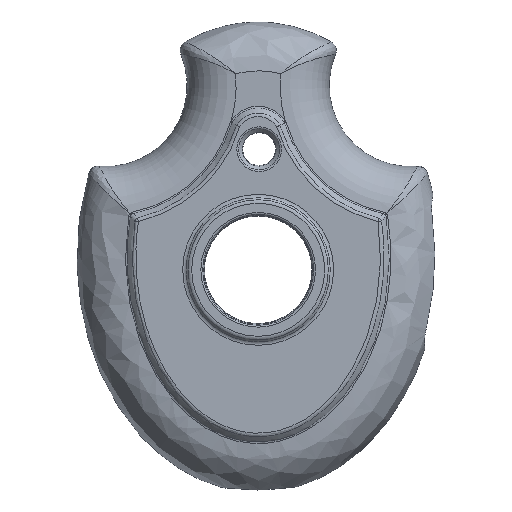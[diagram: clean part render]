
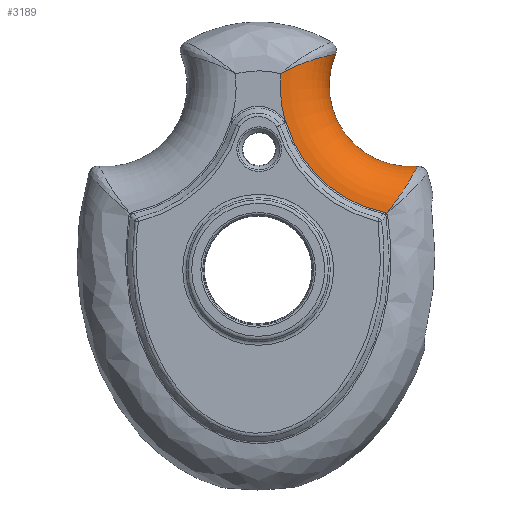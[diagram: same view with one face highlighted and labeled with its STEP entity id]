
A CAD part, top view. The second image highlights one B-rep face of the part: STEP entity #3189.
In plain terms, the highlighted toroidal (fillet/blend) face has major radius 26.5 mm and minor radius 10 mm.
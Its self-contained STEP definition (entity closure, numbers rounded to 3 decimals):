
#300=TOROIDAL_SURFACE('',#3429,26.5,10.);
#425=B_SPLINE_CURVE_WITH_KNOTS('',3,(#6657,#6658,#6659,#6660),
 .UNSPECIFIED.,.F.,.F.,(4,4),(0.,0.049),.UNSPECIFIED.);
#426=B_SPLINE_CURVE_WITH_KNOTS('',3,(#6664,#6665,#6666,#6667,#6668,#6669,
#6670,#6671,#6672,#6673),.UNSPECIFIED.,.F.,.F.,(4,1,1,1,1,2,4),(0.,0.281,
0.563,0.844,1.125,1.407,1.408),
 .UNSPECIFIED.);
#427=B_SPLINE_CURVE_WITH_KNOTS('',3,(#6677,#6678,#6679,#6680,#6681,#6682,
#6683,#6684,#6685,#6686,#6687,#6688,#6689,#6690,#6691),.UNSPECIFIED.,.F.,
 .F.,(4,2,1,1,1,1,1,1,1,1,1,4),(-0.002,0.,0.145,
0.29,0.436,0.581,0.726,
0.871,1.016,1.162,1.307,1.452),
 .UNSPECIFIED.);
#625=FACE_OUTER_BOUND('',#830,.T.);
#830=EDGE_LOOP('',(#2120,#2121,#2122,#2123,#2124,#2125,#2126,#2127));
#1053=CIRCLE('',#3430,7.184);
#1054=CIRCLE('',#3431,26.397);
#1055=CIRCLE('',#3432,26.5);
#1056=CIRCLE('',#3433,16.5);
#1057=CIRCLE('',#3434,26.5);
#1258=VERTEX_POINT('',#6651);
#1259=VERTEX_POINT('',#6652);
#1260=VERTEX_POINT('',#6654);
#1261=VERTEX_POINT('',#6656);
#1262=VERTEX_POINT('',#6661);
#1263=VERTEX_POINT('',#6663);
#1264=VERTEX_POINT('',#6674);
#1265=VERTEX_POINT('',#6676);
#1592=EDGE_CURVE('',#1258,#1259,#1053,.T.);
#1593=EDGE_CURVE('',#1260,#1258,#1054,.T.);
#1594=EDGE_CURVE('',#1261,#1260,#425,.T.);
#1595=EDGE_CURVE('',#1261,#1262,#1055,.T.);
#1596=EDGE_CURVE('',#1263,#1262,#426,.T.);
#1597=EDGE_CURVE('',#1263,#1264,#1056,.T.);
#1598=EDGE_CURVE('',#1265,#1264,#427,.T.);
#1599=EDGE_CURVE('',#1265,#1259,#1057,.T.);
#2120=ORIENTED_EDGE('',*,*,#1592,.F.);
#2121=ORIENTED_EDGE('',*,*,#1593,.F.);
#2122=ORIENTED_EDGE('',*,*,#1594,.F.);
#2123=ORIENTED_EDGE('',*,*,#1595,.T.);
#2124=ORIENTED_EDGE('',*,*,#1596,.F.);
#2125=ORIENTED_EDGE('',*,*,#1597,.T.);
#2126=ORIENTED_EDGE('',*,*,#1598,.F.);
#2127=ORIENTED_EDGE('',*,*,#1599,.T.);
#3189=ADVANCED_FACE('',(#625),#300,.T.);
#3429=AXIS2_PLACEMENT_3D('',#6650,#3811,#3812);
#3430=AXIS2_PLACEMENT_3D('',#6653,#3813,#3814);
#3431=AXIS2_PLACEMENT_3D('',#6655,#3815,#3816);
#3432=AXIS2_PLACEMENT_3D('',#6662,#3817,#3818);
#3433=AXIS2_PLACEMENT_3D('',#6675,#3819,#3820);
#3434=AXIS2_PLACEMENT_3D('',#6692,#3821,#3822);
#3811=DIRECTION('center_axis',(0.,0.,-1.));
#3812=DIRECTION('ref_axis',(-1.,0.,0.));
#3813=DIRECTION('center_axis',(-0.034,-0.022,
0.999));
#3814=DIRECTION('ref_axis',(0.842,0.538,0.041));
#3815=DIRECTION('center_axis',(0.,0.,-1.));
#3816=DIRECTION('ref_axis',(-0.204,-0.979,0.));
#3817=DIRECTION('center_axis',(0.,0.,1.));
#3818=DIRECTION('ref_axis',(-0.81,-0.587,0.));
#3819=DIRECTION('center_axis',(0.,0.,-1.));
#3820=DIRECTION('ref_axis',(-0.81,-0.587,0.));
#3821=DIRECTION('center_axis',(0.,0.,1.));
#3822=DIRECTION('ref_axis',(-0.81,-0.587,0.));
#6650=CARTESIAN_POINT('Origin',(31.,35.,22.));
#6651=CARTESIAN_POINT('',(5.7,27.467,31.999));
#6652=CARTESIAN_POINT('',(5.494,27.81,32.));
#6653=CARTESIAN_POINT('Origin',(-0.553,23.943,31.707));
#6654=CARTESIAN_POINT('',(25.614,9.158,31.999));
#6655=CARTESIAN_POINT('Origin',(31.,35.,31.999));
#6656=CARTESIAN_POINT('',(26.062,8.964,32.));
#6657=CARTESIAN_POINT('Ctrl Pts',(26.062,8.964,32.));
#6658=CARTESIAN_POINT('Ctrl Pts',(25.93,9.06,32.));
#6659=CARTESIAN_POINT('Ctrl Pts',(25.775,9.124,31.999));
#6660=CARTESIAN_POINT('Ctrl Pts',(25.614,9.158,31.999));
#6661=CARTESIAN_POINT('',(26.228,8.935,32.));
#6662=CARTESIAN_POINT('Origin',(31.,35.,32.));
#6663=CARTESIAN_POINT('',(32.465,18.565,22.));
#6664=CARTESIAN_POINT('Ctrl Pts',(32.465,18.565,22.));
#6665=CARTESIAN_POINT('Ctrl Pts',(32.465,18.565,23.172));
#6666=CARTESIAN_POINT('Ctrl Pts',(32.255,18.108,25.532));
#6667=CARTESIAN_POINT('Ctrl Pts',(31.375,16.384,28.408));
#6668=CARTESIAN_POINT('Ctrl Pts',(30.019,14.085,30.478));
#6669=CARTESIAN_POINT('Ctrl Pts',(28.287,11.538,31.716));
#6670=CARTESIAN_POINT('Ctrl Pts',(26.938,9.798,31.999));
#6671=CARTESIAN_POINT('Ctrl Pts',(26.234,8.943,32.));
#6672=CARTESIAN_POINT('Ctrl Pts',(26.231,8.939,32.));
#6673=CARTESIAN_POINT('Ctrl Pts',(26.227,8.935,32.));
#6674=CARTESIAN_POINT('',(15.792,41.4,22.));
#6675=CARTESIAN_POINT('Origin',(31.,35.,22.));
#6676=CARTESIAN_POINT('',(4.611,37.423,32.));
#6677=CARTESIAN_POINT('Ctrl Pts',(4.611,37.423,32.));
#6678=CARTESIAN_POINT('Ctrl Pts',(4.616,37.425,32.));
#6679=CARTESIAN_POINT('Ctrl Pts',(4.621,37.428,32.));
#6680=CARTESIAN_POINT('Ctrl Pts',(5.113,37.702,31.999));
#6681=CARTESIAN_POINT('Ctrl Pts',(6.102,38.224,31.934));
#6682=CARTESIAN_POINT('Ctrl Pts',(7.595,38.925,31.642));
#6683=CARTESIAN_POINT('Ctrl Pts',(9.077,39.541,31.151));
#6684=CARTESIAN_POINT('Ctrl Pts',(10.52,40.069,30.455));
#6685=CARTESIAN_POINT('Ctrl Pts',(11.887,40.504,29.553));
#6686=CARTESIAN_POINT('Ctrl Pts',(13.149,40.85,28.424));
#6687=CARTESIAN_POINT('Ctrl Pts',(14.232,41.105,27.095));
#6688=CARTESIAN_POINT('Ctrl Pts',(15.1,41.28,25.542));
#6689=CARTESIAN_POINT('Ctrl Pts',(15.659,41.379,23.831));
#6690=CARTESIAN_POINT('Ctrl Pts',(15.792,41.4,22.605));
#6691=CARTESIAN_POINT('Ctrl Pts',(15.792,41.4,22.));
#6692=CARTESIAN_POINT('Origin',(31.,35.,32.));
